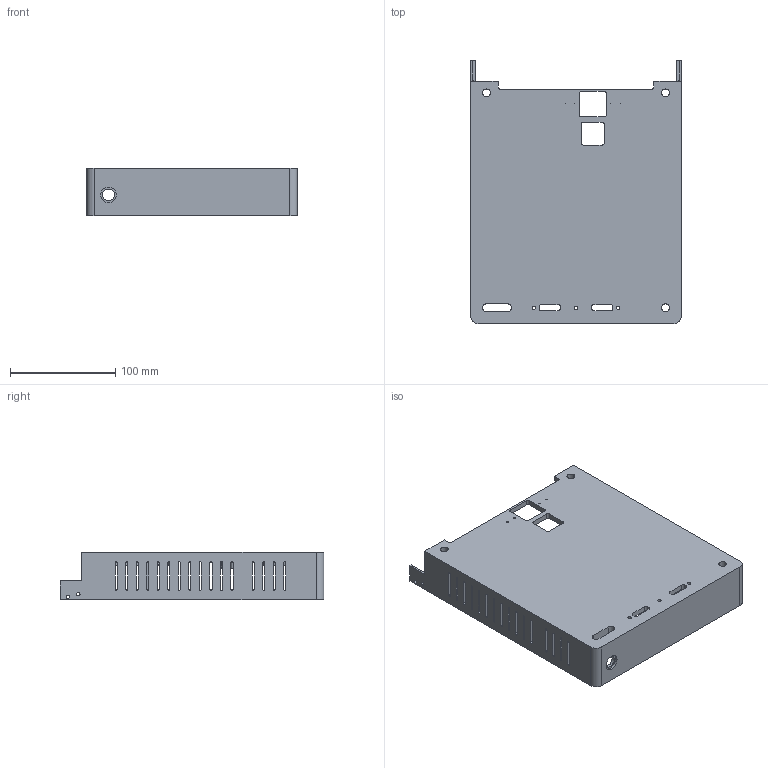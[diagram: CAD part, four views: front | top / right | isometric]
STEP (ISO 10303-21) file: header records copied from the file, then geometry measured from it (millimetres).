
FILE_DESCRIPTION (( 'STEP AP214' ), '1' );
FILE_NAME ('nap sau.STEP', '2018-07-09T07:21:31', ( '' ), ( '' ), 'SwSTEP 2.0', 'SolidWorks 2018', '' );
FILE_SCHEMA (( 'AUTOMOTIVE_DESIGN' ));
Length unit declared in the file: millimetre
Products named in the file (1): nap sau
Bounding box: 200 x 250 x 45 mm (x, y, z)
Volume: 372651.8 mm3; surface area: 164676.5 mm2
Topology: 1 solids, 1 shells, 673 faces, 1838 edges, 1167 vertices
Faces by surface type: cylinder 373, plane 232, cone 68
Entity records: 22017 total; most frequent: DIRECTION 3853, CARTESIAN_POINT 3683, ORIENTED_EDGE 3540, EDGE_CURVE 1770, AXIS2_PLACEMENT_3D 1417, VERTEX_POINT 1167, LINE 1019, VECTOR 1019
